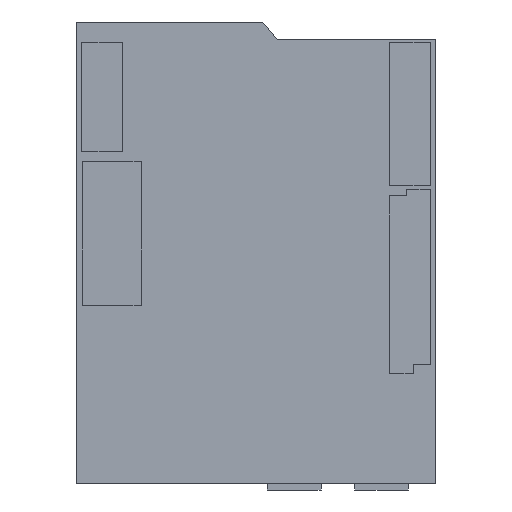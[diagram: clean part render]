
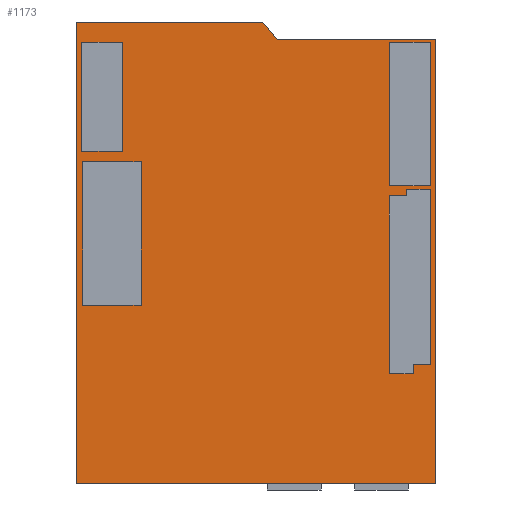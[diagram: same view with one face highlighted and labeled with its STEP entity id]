
A CAD part, front view. The second image highlights one B-rep face of the part: STEP entity #1173.
In plain terms, the highlighted planar face has unit normal (0, -1, 0).
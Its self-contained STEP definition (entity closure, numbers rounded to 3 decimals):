
#97=DIRECTION('',(0.,0.,1.));
#98=VECTOR('',#97,21.35);
#99=CARTESIAN_POINT('',(-25.727,8.,-16.25));
#100=LINE('',#99,#98);
#105=DIRECTION('',(1.,0.,0.));
#106=VECTOR('',#105,27.71);
#107=CARTESIAN_POINT('',(-26.67,8.,25.86));
#108=LINE('',#107,#106);
#109=DIRECTION('',(0.643,0.,-0.766));
#110=VECTOR('',#109,3.316);
#111=CARTESIAN_POINT('',(1.04,8.,25.86));
#112=LINE('',#111,#110);
#113=DIRECTION('',(1.,0.,0.));
#114=VECTOR('',#113,23.499);
#115=CARTESIAN_POINT('',(3.171,8.,23.32));
#116=LINE('',#115,#114);
#117=DIRECTION('',(0.,0.,-1.));
#118=VECTOR('',#117,66.04);
#119=CARTESIAN_POINT('',(26.67,8.,23.32));
#120=LINE('',#119,#118);
#121=DIRECTION('',(-1.,0.,0.));
#122=VECTOR('',#121,53.34);
#123=CARTESIAN_POINT('',(26.67,8.,-42.72));
#124=LINE('',#123,#122);
#125=DIRECTION('',(0.,0.,1.));
#126=VECTOR('',#125,68.58);
#127=CARTESIAN_POINT('',(-26.67,8.,-42.72));
#128=LINE('',#127,#126);
#593=DIRECTION('',(-1.,0.,0.));
#594=VECTOR('',#593,8.63);
#595=CARTESIAN_POINT('',(-17.097,8.,-16.25));
#596=LINE('',#595,#594);
#601=DIRECTION('',(0.,0.,-1.));
#602=VECTOR('',#601,21.35);
#603=CARTESIAN_POINT('',(-17.097,8.,5.1));
#604=LINE('',#603,#602);
#609=DIRECTION('',(1.,0.,0.));
#610=VECTOR('',#609,8.63);
#611=CARTESIAN_POINT('',(-25.727,8.,5.1));
#612=LINE('',#611,#610);
#617=DIRECTION('',(0.,0.,1.));
#618=VECTOR('',#617,16.25);
#619=CARTESIAN_POINT('',(-25.93,8.,6.61));
#620=LINE('',#619,#618);
#625=DIRECTION('',(1.,0.,0.));
#626=VECTOR('',#625,6.09);
#627=CARTESIAN_POINT('',(-25.93,8.,22.86));
#628=LINE('',#627,#626);
#633=DIRECTION('',(0.,0.,-1.));
#634=VECTOR('',#633,16.25);
#635=CARTESIAN_POINT('',(-19.84,8.,22.86));
#636=LINE('',#635,#634);
#641=DIRECTION('',(-1.,0.,0.));
#642=VECTOR('',#641,6.09);
#643=CARTESIAN_POINT('',(-19.84,8.,6.61));
#644=LINE('',#643,#642);
#649=DIRECTION('',(0.,0.,-1.));
#650=VECTOR('',#649,1.38);
#651=CARTESIAN_POINT('',(23.39,8.,-25.024));
#652=LINE('',#651,#650);
#657=DIRECTION('',(-1.,0.,0.));
#658=VECTOR('',#657,3.55);
#659=CARTESIAN_POINT('',(23.39,8.,-26.404));
#660=LINE('',#659,#658);
#665=DIRECTION('',(0.,0.,1.));
#666=VECTOR('',#665,26.404);
#667=CARTESIAN_POINT('',(19.84,8.,-26.404));
#668=LINE('',#667,#666);
#673=DIRECTION('',(1.,0.,0.));
#674=VECTOR('',#673,2.54);
#675=CARTESIAN_POINT('',(19.84,8.,0.));
#676=LINE('',#675,#674);
#681=DIRECTION('',(0.,0.,1.));
#682=VECTOR('',#681,1.016);
#683=CARTESIAN_POINT('',(22.38,8.,0.));
#684=LINE('',#683,#682);
#689=DIRECTION('',(1.,0.,0.));
#690=VECTOR('',#689,3.55);
#691=CARTESIAN_POINT('',(22.38,8.,1.016));
#692=LINE('',#691,#690);
#697=DIRECTION('',(0.,0.,-1.));
#698=VECTOR('',#697,26.04);
#699=CARTESIAN_POINT('',(25.93,8.,1.016));
#700=LINE('',#699,#698);
#705=DIRECTION('',(-1.,0.,0.));
#706=VECTOR('',#705,2.54);
#707=CARTESIAN_POINT('',(25.93,8.,-25.024));
#708=LINE('',#707,#706);
#713=DIRECTION('',(0.,0.,1.));
#714=VECTOR('',#713,21.35);
#715=CARTESIAN_POINT('',(19.84,8.,1.51));
#716=LINE('',#715,#714);
#721=DIRECTION('',(1.,0.,0.));
#722=VECTOR('',#721,6.09);
#723=CARTESIAN_POINT('',(19.84,8.,22.86));
#724=LINE('',#723,#722);
#729=DIRECTION('',(0.,0.,-1.));
#730=VECTOR('',#729,21.35);
#731=CARTESIAN_POINT('',(25.93,8.,22.86));
#732=LINE('',#731,#730);
#737=DIRECTION('',(-1.,0.,0.));
#738=VECTOR('',#737,6.09);
#739=CARTESIAN_POINT('',(25.93,8.,1.51));
#740=LINE('',#739,#738);
#785=CARTESIAN_POINT('',(-26.67,8.,25.86));
#786=CARTESIAN_POINT('',(1.04,8.,25.86));
#787=VERTEX_POINT('',#785);
#788=VERTEX_POINT('',#786);
#789=CARTESIAN_POINT('',(3.171,8.,23.32));
#790=VERTEX_POINT('',#789);
#791=CARTESIAN_POINT('',(26.67,8.,23.32));
#792=VERTEX_POINT('',#791);
#793=CARTESIAN_POINT('',(26.67,8.,-42.72));
#794=VERTEX_POINT('',#793);
#795=CARTESIAN_POINT('',(-26.67,8.,-42.72));
#796=VERTEX_POINT('',#795);
#809=CARTESIAN_POINT('',(-25.727,8.,-16.25));
#810=CARTESIAN_POINT('',(-25.727,8.,5.1));
#811=VERTEX_POINT('',#809);
#812=VERTEX_POINT('',#810);
#813=CARTESIAN_POINT('',(-17.097,8.,5.1));
#814=VERTEX_POINT('',#813);
#815=CARTESIAN_POINT('',(-17.097,8.,-16.25));
#816=VERTEX_POINT('',#815);
#817=CARTESIAN_POINT('',(-25.93,8.,6.61));
#818=CARTESIAN_POINT('',(-25.93,8.,22.86));
#819=VERTEX_POINT('',#817);
#820=VERTEX_POINT('',#818);
#821=CARTESIAN_POINT('',(-19.84,8.,22.86));
#822=VERTEX_POINT('',#821);
#823=CARTESIAN_POINT('',(-19.84,8.,6.61));
#824=VERTEX_POINT('',#823);
#825=CARTESIAN_POINT('',(23.39,8.,-25.024));
#826=CARTESIAN_POINT('',(23.39,8.,-26.404));
#827=VERTEX_POINT('',#825);
#828=VERTEX_POINT('',#826);
#829=CARTESIAN_POINT('',(19.84,8.,-26.404));
#830=VERTEX_POINT('',#829);
#831=CARTESIAN_POINT('',(19.84,8.,0.));
#832=VERTEX_POINT('',#831);
#833=CARTESIAN_POINT('',(22.38,8.,0.));
#834=VERTEX_POINT('',#833);
#835=CARTESIAN_POINT('',(22.38,8.,1.016));
#836=VERTEX_POINT('',#835);
#837=CARTESIAN_POINT('',(25.93,8.,1.016));
#838=VERTEX_POINT('',#837);
#839=CARTESIAN_POINT('',(25.93,8.,-25.024));
#840=VERTEX_POINT('',#839);
#841=CARTESIAN_POINT('',(19.84,8.,1.51));
#842=CARTESIAN_POINT('',(19.84,8.,22.86));
#843=VERTEX_POINT('',#841);
#844=VERTEX_POINT('',#842);
#845=CARTESIAN_POINT('',(25.93,8.,22.86));
#846=VERTEX_POINT('',#845);
#847=CARTESIAN_POINT('',(25.93,8.,1.51));
#848=VERTEX_POINT('',#847);
#1107=CARTESIAN_POINT('',(0.,8.,0.));
#1108=DIRECTION('',(0.,1.,0.));
#1109=DIRECTION('',(1.,0.,0.));
#1110=AXIS2_PLACEMENT_3D('',#1107,#1108,#1109);
#1111=PLANE('',#1110);
#1113=ORIENTED_EDGE('',*,*,#1112,.T.);
#1115=ORIENTED_EDGE('',*,*,#1114,.T.);
#1117=ORIENTED_EDGE('',*,*,#1116,.T.);
#1119=ORIENTED_EDGE('',*,*,#1118,.T.);
#1121=ORIENTED_EDGE('',*,*,#1120,.T.);
#1123=ORIENTED_EDGE('',*,*,#1122,.T.);
#1124=EDGE_LOOP('',(#1113,#1115,#1117,#1119,#1121,#1123));
#1125=FACE_OUTER_BOUND('',#1124,.F.);
#1126=ORIENTED_EDGE('',*,*,#1090,.F.);
#1128=ORIENTED_EDGE('',*,*,#1127,.F.);
#1130=ORIENTED_EDGE('',*,*,#1129,.F.);
#1132=ORIENTED_EDGE('',*,*,#1131,.F.);
#1133=EDGE_LOOP('',(#1126,#1128,#1130,#1132));
#1134=FACE_BOUND('',#1133,.F.);
#1136=ORIENTED_EDGE('',*,*,#1135,.F.);
#1138=ORIENTED_EDGE('',*,*,#1137,.F.);
#1140=ORIENTED_EDGE('',*,*,#1139,.F.);
#1142=ORIENTED_EDGE('',*,*,#1141,.F.);
#1143=EDGE_LOOP('',(#1136,#1138,#1140,#1142));
#1144=FACE_BOUND('',#1143,.F.);
#1146=ORIENTED_EDGE('',*,*,#1145,.F.);
#1148=ORIENTED_EDGE('',*,*,#1147,.F.);
#1150=ORIENTED_EDGE('',*,*,#1149,.F.);
#1152=ORIENTED_EDGE('',*,*,#1151,.F.);
#1154=ORIENTED_EDGE('',*,*,#1153,.F.);
#1156=ORIENTED_EDGE('',*,*,#1155,.F.);
#1158=ORIENTED_EDGE('',*,*,#1157,.F.);
#1160=ORIENTED_EDGE('',*,*,#1159,.F.);
#1161=EDGE_LOOP('',(#1146,#1148,#1150,#1152,#1154,#1156,#1158,#1160));
#1162=FACE_BOUND('',#1161,.F.);
#1164=ORIENTED_EDGE('',*,*,#1163,.F.);
#1166=ORIENTED_EDGE('',*,*,#1165,.F.);
#1168=ORIENTED_EDGE('',*,*,#1167,.F.);
#1170=ORIENTED_EDGE('',*,*,#1169,.F.);
#1171=EDGE_LOOP('',(#1164,#1166,#1168,#1170));
#1172=FACE_BOUND('',#1171,.F.);
#1090=EDGE_CURVE('',#811,#812,#100,.T.);
#1112=EDGE_CURVE('',#787,#788,#108,.T.);
#1114=EDGE_CURVE('',#788,#790,#112,.T.);
#1116=EDGE_CURVE('',#790,#792,#116,.T.);
#1118=EDGE_CURVE('',#792,#794,#120,.T.);
#1120=EDGE_CURVE('',#794,#796,#124,.T.);
#1122=EDGE_CURVE('',#796,#787,#128,.T.);
#1127=EDGE_CURVE('',#816,#811,#596,.T.);
#1129=EDGE_CURVE('',#814,#816,#604,.T.);
#1131=EDGE_CURVE('',#812,#814,#612,.T.);
#1135=EDGE_CURVE('',#819,#820,#620,.T.);
#1137=EDGE_CURVE('',#824,#819,#644,.T.);
#1139=EDGE_CURVE('',#822,#824,#636,.T.);
#1141=EDGE_CURVE('',#820,#822,#628,.T.);
#1145=EDGE_CURVE('',#827,#828,#652,.T.);
#1147=EDGE_CURVE('',#840,#827,#708,.T.);
#1149=EDGE_CURVE('',#838,#840,#700,.T.);
#1151=EDGE_CURVE('',#836,#838,#692,.T.);
#1153=EDGE_CURVE('',#834,#836,#684,.T.);
#1155=EDGE_CURVE('',#832,#834,#676,.T.);
#1157=EDGE_CURVE('',#830,#832,#668,.T.);
#1159=EDGE_CURVE('',#828,#830,#660,.T.);
#1163=EDGE_CURVE('',#843,#844,#716,.T.);
#1165=EDGE_CURVE('',#848,#843,#740,.T.);
#1167=EDGE_CURVE('',#846,#848,#732,.T.);
#1169=EDGE_CURVE('',#844,#846,#724,.T.);
#1173=ADVANCED_FACE('',(#1125,#1134,#1144,#1162,#1172),#1111,.F.);
